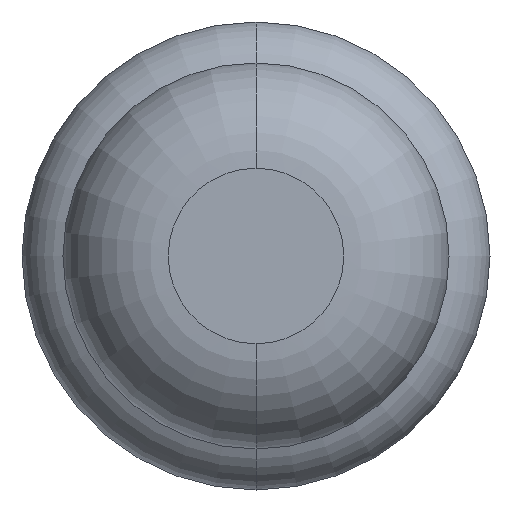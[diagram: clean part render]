
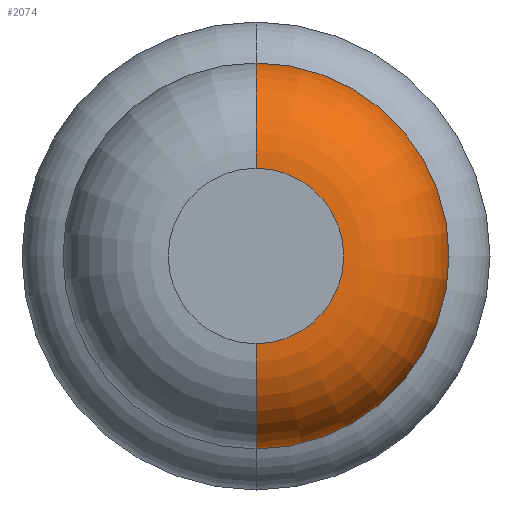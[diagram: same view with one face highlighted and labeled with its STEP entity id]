
A CAD part, front view. The second image highlights one B-rep face of the part: STEP entity #2074.
In plain terms, the highlighted toroidal (fillet/blend) face has major radius 0.375 mm and minor radius 0.45 mm.
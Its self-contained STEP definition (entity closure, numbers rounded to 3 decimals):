
#27 = CIRCLE ( 'NONE', #1376, 0.375 ) ;
#83 = TOROIDAL_SURFACE ( 'NONE', #1336, 0.375, 0.45 ) ;
#122 = VERTEX_POINT ( 'NONE', #1528 ) ;
#205 = DIRECTION ( 'NONE',  ( -1., 0., 0. ) ) ;
#234 = FACE_OUTER_BOUND ( 'NONE', #486, .T. ) ;
#297 = CARTESIAN_POINT ( 'NONE',  ( 0., -29.95, 0. ) ) ;
#320 = CIRCLE ( 'NONE', #2542, 0.45 ) ;
#345 = DIRECTION ( 'NONE',  ( 0., 0., 1. ) ) ;
#486 = EDGE_LOOP ( 'NONE', ( #2070, #1197, #1112, #2562 ) ) ;
#596 = VERTEX_POINT ( 'NONE', #971 ) ;
#725 = DIRECTION ( 'NONE',  ( 1., 0., 0. ) ) ;
#765 = EDGE_CURVE ( 'Defeature ausgef�hrt1_6+Defeature ausgef�hrt1_5+Defeature ausgef�hrt1_5+Defeature ausgef�hrt1_5', #596, #1389, #27, .T. ) ;
#768 = CARTESIAN_POINT ( 'NONE',  ( 0., -30.4, 0. ) ) ;
#815 = CIRCLE ( 'NONE', #1962, 0.825 ) ;
#883 = DIRECTION ( 'NONE',  ( 0., 0., 1. ) ) ;
#971 = CARTESIAN_POINT ( 'NONE',  ( 0., -30.4, 0.375 ) ) ;
#1096 = CIRCLE ( 'NONE', #3254, 0.45 ) ;
#1112 = ORIENTED_EDGE ( 'NONE', *, *, #2277, .F. ) ;
#1197 = ORIENTED_EDGE ( 'NONE', *, *, #2772, .T. ) ;
#1336 = AXIS2_PLACEMENT_3D ( 'NONE', #297, #2813, #345 ) ;
#1376 = AXIS2_PLACEMENT_3D ( 'NONE', #768, #2763, #2249 ) ;
#1389 = VERTEX_POINT ( 'NONE', #2716 ) ;
#1528 = CARTESIAN_POINT ( 'NONE',  ( 0., -29.95, 0.825 ) ) ;
#1533 = CARTESIAN_POINT ( 'NONE',  ( 0., -29.95, -0.825 ) ) ;
#1931 = DIRECTION ( 'NONE',  ( 0., 0., 1. ) ) ;
#1962 = AXIS2_PLACEMENT_3D ( 'NONE', #2683, #2892, #883 ) ;
#2060 = VERTEX_POINT ( 'NONE', #1533 ) ;
#2070 = ORIENTED_EDGE ( 'NONE', *, *, #765, .T. ) ;
#2074 = ADVANCED_FACE ( 'Defeature ausgef�hrt1_6', ( #234 ), #83, .T. ) ;
#2200 = EDGE_CURVE ( 'NONE', #596, #122, #320, .T. ) ;
#2249 = DIRECTION ( 'NONE',  ( 0., 0., 1. ) ) ;
#2277 = EDGE_CURVE ( 'Defeature ausgef�hrt1_7+Defeature ausgef�hrt1_6+Defeature ausgef�hrt1_6+Defeature ausgef�hrt1_6', #122, #2060, #815, .T. ) ;
#2500 = DIRECTION ( 'NONE',  ( 0., 0., -1. ) ) ;
#2542 = AXIS2_PLACEMENT_3D ( 'NONE', #2948, #205, #1931 ) ;
#2562 = ORIENTED_EDGE ( 'NONE', *, *, #2200, .F. ) ;
#2683 = CARTESIAN_POINT ( 'NONE',  ( 0., -29.95, 0. ) ) ;
#2716 = CARTESIAN_POINT ( 'NONE',  ( 0., -30.4, -0.375 ) ) ;
#2763 = DIRECTION ( 'NONE',  ( 0., 1., 0. ) ) ;
#2772 = EDGE_CURVE ( 'NONE', #1389, #2060, #1096, .T. ) ;
#2813 = DIRECTION ( 'NONE',  ( 0., 1., 0. ) ) ;
#2892 = DIRECTION ( 'NONE',  ( 0., 1., 0. ) ) ;
#2948 = CARTESIAN_POINT ( 'NONE',  ( 0., -29.95, 0.375 ) ) ;
#2998 = CARTESIAN_POINT ( 'NONE',  ( 0., -29.95, -0.375 ) ) ;
#3254 = AXIS2_PLACEMENT_3D ( 'NONE', #2998, #725, #2500 ) ;
